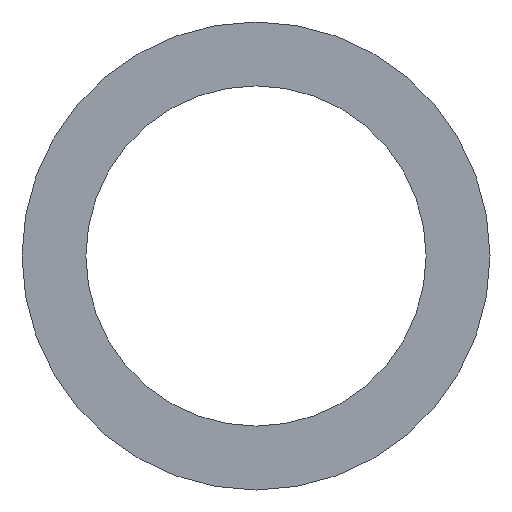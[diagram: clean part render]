
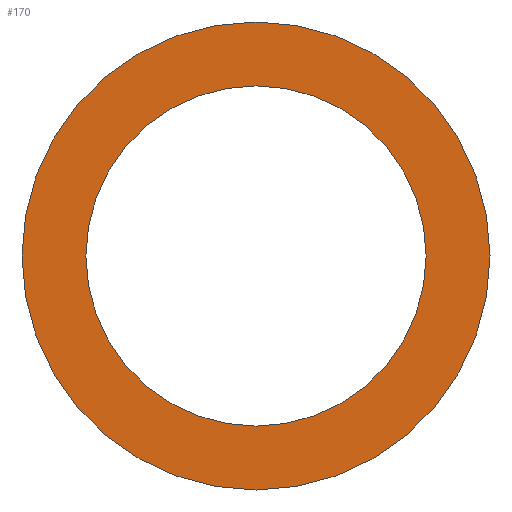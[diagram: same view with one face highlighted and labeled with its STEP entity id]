
A CAD part, front view. The second image highlights one B-rep face of the part: STEP entity #170.
In plain terms, the highlighted planar face has unit normal (0, -1, 0).
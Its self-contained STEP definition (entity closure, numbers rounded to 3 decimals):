
#9 = FACE_BOUND ( 'NONE', #51, .T. ) ;
#14 = EDGE_CURVE ( 'NONE', #17, #176, #15, .T. ) ;
#15 = CIRCLE ( 'NONE', #164, 31.5 ) ;
#17 = VERTEX_POINT ( 'NONE', #74 ) ;
#18 = CIRCLE ( 'NONE', #37, 31.5 ) ;
#22 = DIRECTION ( 'NONE',  ( 0., 1., 0. ) ) ;
#24 = ORIENTED_EDGE ( 'NONE', *, *, #173, .F. ) ;
#37 = AXIS2_PLACEMENT_3D ( 'NONE', #203, #147, #66 ) ;
#51 = EDGE_LOOP ( 'NONE', ( #144, #168 ) ) ;
#66 = DIRECTION ( 'NONE',  ( 0., 0., 1. ) ) ;
#70 = EDGE_LOOP ( 'NONE', ( #154, #24 ) ) ;
#74 = CARTESIAN_POINT ( 'NONE',  ( 0., 0., -31.5 ) ) ;
#82 = CARTESIAN_POINT ( 'NONE',  ( 0., 0., 0. ) ) ;
#83 = FACE_OUTER_BOUND ( 'NONE', #70, .T. ) ;
#98 = CARTESIAN_POINT ( 'NONE',  ( 0., 0., 0. ) ) ;
#102 = CARTESIAN_POINT ( 'NONE',  ( 0., 0., -22.9 ) ) ;
#103 = CARTESIAN_POINT ( 'NONE',  ( 0., 0., 22.9 ) ) ;
#115 = AXIS2_PLACEMENT_3D ( 'NONE', #82, #142, #127 ) ;
#116 = CARTESIAN_POINT ( 'NONE',  ( 0., 0., 31.5 ) ) ;
#122 = AXIS2_PLACEMENT_3D ( 'NONE', #178, #22, #150 ) ;
#127 = DIRECTION ( 'NONE',  ( 0., 0., 1. ) ) ;
#128 = DIRECTION ( 'NONE',  ( 0., 1., 0. ) ) ;
#141 = DIRECTION ( 'NONE',  ( 0., 0., 1. ) ) ;
#142 = DIRECTION ( 'NONE',  ( 0., 1., 0. ) ) ;
#144 = ORIENTED_EDGE ( 'NONE', *, *, #157, .T. ) ;
#147 = DIRECTION ( 'NONE',  ( 0., 1., 0. ) ) ;
#150 = DIRECTION ( 'NONE',  ( 0., 0., 1. ) ) ;
#154 = ORIENTED_EDGE ( 'NONE', *, *, #14, .F. ) ;
#157 = EDGE_CURVE ( 'NONE', #169, #197, #166, .T. ) ;
#164 = AXIS2_PLACEMENT_3D ( 'NONE', #179, #182, #200 ) ;
#166 = CIRCLE ( 'NONE', #209, 22.9 ) ;
#168 = ORIENTED_EDGE ( 'NONE', *, *, #204, .T. ) ;
#169 = VERTEX_POINT ( 'NONE', #102 ) ;
#170 = ADVANCED_FACE ( 'NONE', ( #83, #9 ), #192, .F. ) ;
#173 = EDGE_CURVE ( 'NONE', #176, #17, #18, .T. ) ;
#176 = VERTEX_POINT ( 'NONE', #116 ) ;
#178 = CARTESIAN_POINT ( 'NONE',  ( 0., 0., 0. ) ) ;
#179 = CARTESIAN_POINT ( 'NONE',  ( 0., 0., 0. ) ) ;
#182 = DIRECTION ( 'NONE',  ( 0., 1., 0. ) ) ;
#190 = CIRCLE ( 'NONE', #122, 22.9 ) ;
#192 = PLANE ( 'NONE',  #115 ) ;
#197 = VERTEX_POINT ( 'NONE', #103 ) ;
#200 = DIRECTION ( 'NONE',  ( 0., 0., 1. ) ) ;
#203 = CARTESIAN_POINT ( 'NONE',  ( 0., 0., 0. ) ) ;
#204 = EDGE_CURVE ( 'NONE', #197, #169, #190, .T. ) ;
#209 = AXIS2_PLACEMENT_3D ( 'NONE', #98, #128, #141 ) ;
